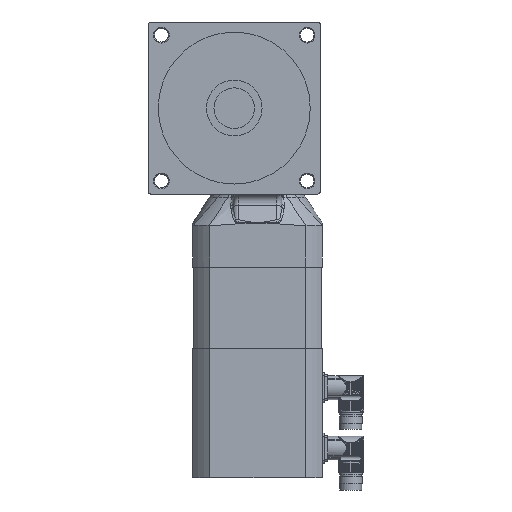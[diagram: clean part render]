
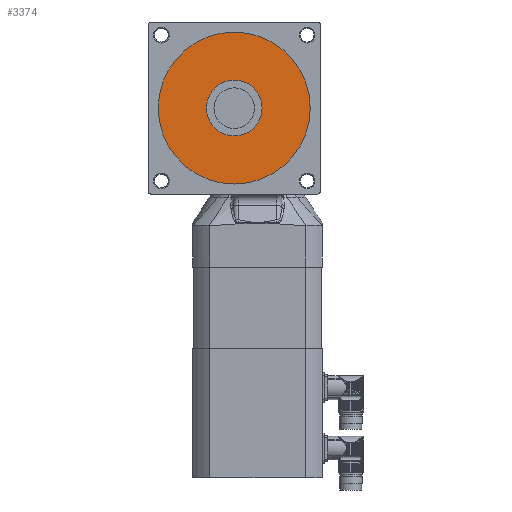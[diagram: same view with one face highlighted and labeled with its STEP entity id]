
A CAD part, front view. The second image highlights one B-rep face of the part: STEP entity #3374.
In plain terms, the highlighted face is planar.
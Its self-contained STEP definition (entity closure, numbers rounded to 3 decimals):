
#1744=FACE_BOUND('',#5374,.T.);
#2489=CIRCLE('',#15405,27.5);
#2490=CIRCLE('',#15406,75.);
#3374=ADVANCED_FACE('',(#1744,#4389),#3569,.T.);
#3569=PLANE('',#15407);
#4389=FACE_OUTER_BOUND('',#5375,.T.);
#5374=EDGE_LOOP('',(#9452));
#5375=EDGE_LOOP('',(#9453));
#9452=ORIENTED_EDGE('',*,*,#12817,.F.);
#9453=ORIENTED_EDGE('',*,*,#12818,.T.);
#10770=VERTEX_POINT('',#90078);
#10771=VERTEX_POINT('',#90080);
#12817=EDGE_CURVE('',#10770,#10770,#2489,.T.);
#12818=EDGE_CURVE('',#10771,#10771,#2490,.T.);
#15405=AXIS2_PLACEMENT_3D('',#90077,#18809,#18810);
#15406=AXIS2_PLACEMENT_3D('',#90079,#18811,#18812);
#15407=AXIS2_PLACEMENT_3D('',#90081,#18813,#18814);
#18809=DIRECTION('',(1.,0.,0.));
#18810=DIRECTION('',(0.,0.,-1.));
#18811=DIRECTION('',(1.,0.,0.));
#18812=DIRECTION('',(0.,0.,-1.));
#18813=DIRECTION('',(1.,0.,0.));
#18814=DIRECTION('',(0.,0.,-1.));
#90077=CARTESIAN_POINT('',(87.,0.,0.));
#90078=CARTESIAN_POINT('',(87.,0.,-27.5));
#90079=CARTESIAN_POINT('',(87.,0.,0.));
#90080=CARTESIAN_POINT('',(87.,0.,-75.));
#90081=CARTESIAN_POINT('',(87.,0.,0.));
